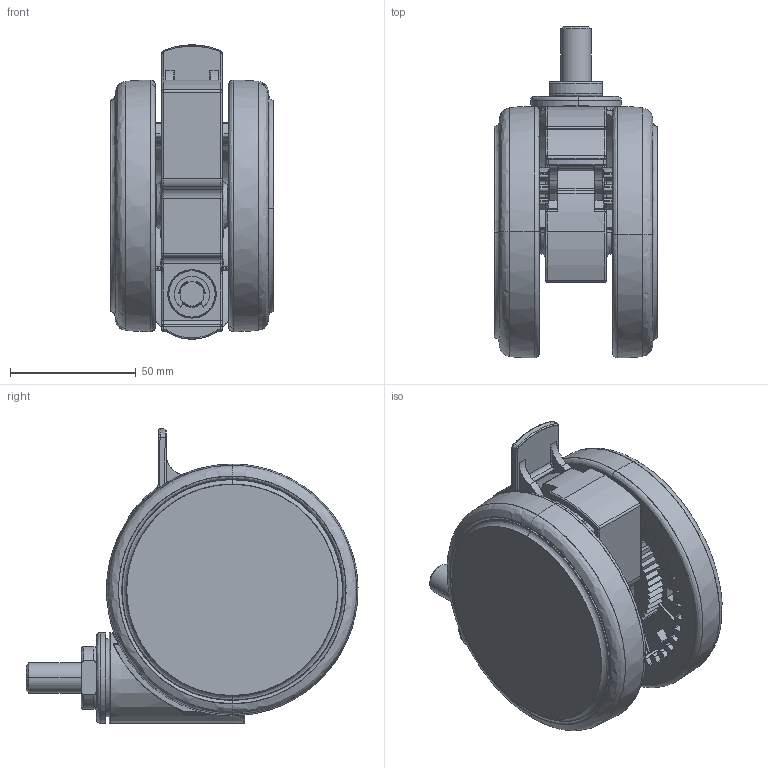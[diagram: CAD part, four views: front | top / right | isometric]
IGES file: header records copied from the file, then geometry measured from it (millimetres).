
Start section: SolidWorks IGES file using analytic representation for surfaces
Global section: file name: TCA-FZ100N12S.IGS, 15HSolidWorks; native system: 2015; preprocessor: SolidWorks 2015; author: Yoshitsune; date: 160819.130026; units: millimetre
Bounding box: 65.2 x 131.99 x 117.03 mm (x, y, z)
Surface area: 124924.3 mm2 (no closed solid volume)
Topology: 0 solids, 0 shells, 2495 faces, 23499 edges, 23442 vertices
Faces by surface type: revolution 1248, bspline 1247
